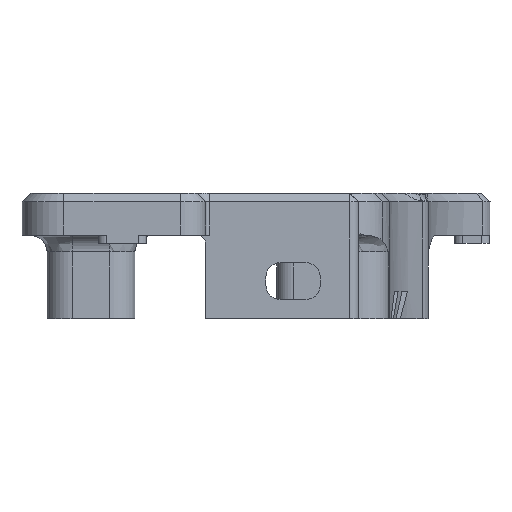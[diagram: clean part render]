
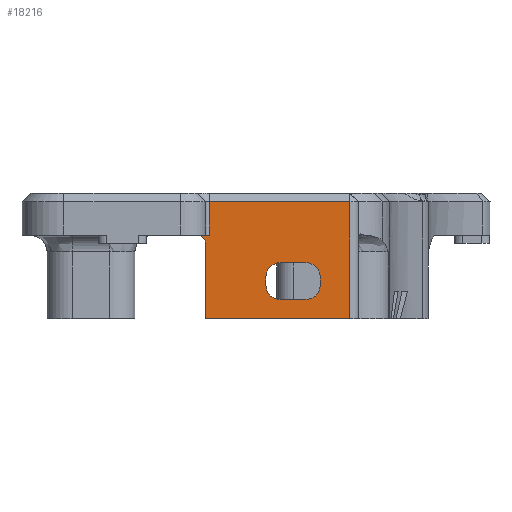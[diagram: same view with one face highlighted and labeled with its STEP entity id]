
A CAD part, front view. The second image highlights one B-rep face of the part: STEP entity #18216.
In plain terms, the highlighted planar face has unit normal (0, -1, 0).
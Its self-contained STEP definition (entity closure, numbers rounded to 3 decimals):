
#162 = DIRECTION ( 'NONE',  ( 1., 0., 0. ) ) ;
#173 = VERTEX_POINT ( 'NONE', #19726 ) ;
#243 = CARTESIAN_POINT ( 'NONE',  ( 19.3, -60.571, 40.006 ) ) ;
#308 = DIRECTION ( 'NONE',  ( 0., 0., -1. ) ) ;
#394 = CARTESIAN_POINT ( 'NONE',  ( 1.5, -60.571, 33.306 ) ) ;
#425 = VERTEX_POINT ( 'NONE', #712 ) ;
#517 = DIRECTION ( 'NONE',  ( 0., 0., -1. ) ) ;
#712 = CARTESIAN_POINT ( 'NONE',  ( 15.2, -60.571, 38.306 ) ) ;
#723 = CARTESIAN_POINT ( 'NONE',  ( 18.75, -60.571, 47.306 ) ) ;
#764 = LINE ( 'NONE', #19537, #11148 ) ;
#807 = ORIENTED_EDGE ( 'NONE', *, *, #9263, .T. ) ;
#847 = EDGE_CURVE ( 'NONE', #425, #13920, #9302, .T. ) ;
#1365 = VERTEX_POINT ( 'NONE', #4549 ) ;
#1547 = LINE ( 'NONE', #11120, #7102 ) ;
#1926 = EDGE_CURVE ( 'NONE', #18178, #11268, #12788, .T. ) ;
#1951 = DIRECTION ( 'NONE',  ( 1., 0., 0. ) ) ;
#2139 = CIRCLE ( 'NONE', #16763, 1.7 ) ;
#2158 = LINE ( 'NONE', #16966, #19612 ) ;
#2795 = DIRECTION ( 'NONE',  ( 0., 1., 0. ) ) ;
#3042 = CIRCLE ( 'NONE', #19603, 1. ) ;
#3069 = CARTESIAN_POINT ( 'NONE',  ( 0.5, -60.571, 42.306 ) ) ;
#3202 = VECTOR ( 'NONE', #5563, 1000. ) ;
#3512 = EDGE_CURVE ( 'NONE', #4152, #17206, #2158, .T. ) ;
#3525 = AXIS2_PLACEMENT_3D ( 'NONE', #5655, #4254, #16677 ) ;
#3984 = ORIENTED_EDGE ( 'NONE', *, *, #847, .T. ) ;
#4152 = VERTEX_POINT ( 'NONE', #4525 ) ;
#4254 = DIRECTION ( 'NONE',  ( 0., 1., 0. ) ) ;
#4471 = DIRECTION ( 'NONE',  ( 0., 1., 0. ) ) ;
#4525 = CARTESIAN_POINT ( 'NONE',  ( 1.5, -60.571, 42.306 ) ) ;
#4545 = CARTESIAN_POINT ( 'NONE',  ( 10.4, -60.571, 37.306 ) ) ;
#4549 = CARTESIAN_POINT ( 'NONE',  ( 13.5, -60.571, 40.006 ) ) ;
#4737 = CARTESIAN_POINT ( 'NONE',  ( 1.9, -60.571, 47.306 ) ) ;
#4951 = ORIENTED_EDGE ( 'NONE', *, *, #3512, .T. ) ;
#4968 = EDGE_CURVE ( 'NONE', #12527, #8419, #6594, .T. ) ;
#4993 = ORIENTED_EDGE ( 'NONE', *, *, #18414, .T. ) ;
#5135 = CARTESIAN_POINT ( 'NONE',  ( 15.2, -60.571, 38.306 ) ) ;
#5175 = EDGE_CURVE ( 'NONE', #17823, #5972, #12370, .T. ) ;
#5186 = DIRECTION ( 'NONE',  ( 1., 0., 0. ) ) ;
#5361 = CARTESIAN_POINT ( 'NONE',  ( 8.7, -60.571, 37.306 ) ) ;
#5563 = DIRECTION ( 'NONE',  ( -1., 0., 0. ) ) ;
#5655 = CARTESIAN_POINT ( 'NONE',  ( 13.5, -60.571, 37.306 ) ) ;
#5801 = AXIS2_PLACEMENT_3D ( 'NONE', #8096, #6584, #1951 ) ;
#5972 = VERTEX_POINT ( 'NONE', #11955 ) ;
#6196 = ORIENTED_EDGE ( 'NONE', *, *, #18049, .T. ) ;
#6284 = CARTESIAN_POINT ( 'NONE',  ( 19.3, -60.571, 48.306 ) ) ;
#6407 = PLANE ( 'NONE',  #15390 ) ;
#6416 = ORIENTED_EDGE ( 'NONE', *, *, #18020, .T. ) ;
#6417 = DIRECTION ( 'NONE',  ( -1., 0., 0. ) ) ;
#6529 = LINE ( 'NONE', #17525, #15955 ) ;
#6584 = DIRECTION ( 'NONE',  ( 0., 1., 0. ) ) ;
#6585 = LINE ( 'NONE', #243, #18463 ) ;
#6594 = CIRCLE ( 'NONE', #5801, 1.7 ) ;
#6699 = VERTEX_POINT ( 'NONE', #5361 ) ;
#6731 = CARTESIAN_POINT ( 'NONE',  ( 8.7, -60.571, 37.306 ) ) ;
#6921 = ORIENTED_EDGE ( 'NONE', *, *, #17282, .T. ) ;
#7102 = VECTOR ( 'NONE', #12998, 1000. ) ;
#8096 = CARTESIAN_POINT ( 'NONE',  ( 10.4, -60.571, 38.306 ) ) ;
#8179 = AXIS2_PLACEMENT_3D ( 'NONE', #4545, #4471, #10774 ) ;
#8214 = DIRECTION ( 'NONE',  ( 1., 0., 0. ) ) ;
#8419 = VERTEX_POINT ( 'NONE', #12318 ) ;
#8542 = ORIENTED_EDGE ( 'NONE', *, *, #8623, .T. ) ;
#8623 = EDGE_CURVE ( 'NONE', #9522, #17787, #1547, .T. ) ;
#8661 = DIRECTION ( 'NONE',  ( 1., 0., 0. ) ) ;
#8821 = DIRECTION ( 'NONE',  ( 1., 0., 0. ) ) ;
#9080 = FACE_BOUND ( 'NONE', #18293, .T. ) ;
#9263 = EDGE_CURVE ( 'NONE', #1365, #425, #2139, .T. ) ;
#9302 = LINE ( 'NONE', #5135, #15330 ) ;
#9522 = VERTEX_POINT ( 'NONE', #18448 ) ;
#9787 = LINE ( 'NONE', #10022, #14099 ) ;
#9853 = EDGE_LOOP ( 'NONE', ( #4993, #8542, #12973, #17059, #13840, #6416, #4951 ) ) ;
#9896 = VECTOR ( 'NONE', #308, 1000. ) ;
#10022 = CARTESIAN_POINT ( 'NONE',  ( 19.3, -60.571, 33.306 ) ) ;
#10747 = ORIENTED_EDGE ( 'NONE', *, *, #18440, .T. ) ;
#10774 = DIRECTION ( 'NONE',  ( 1., 0., 0. ) ) ;
#11120 = CARTESIAN_POINT ( 'NONE',  ( 18.75, -60.571, 48.306 ) ) ;
#11148 = VECTOR ( 'NONE', #8821, 1000. ) ;
#11268 = VERTEX_POINT ( 'NONE', #18599 ) ;
#11955 = CARTESIAN_POINT ( 'NONE',  ( 10.4, -60.571, 35.606 ) ) ;
#12318 = CARTESIAN_POINT ( 'NONE',  ( 10.4, -60.571, 40.006 ) ) ;
#12370 = LINE ( 'NONE', #13337, #3202 ) ;
#12527 = VERTEX_POINT ( 'NONE', #16021 ) ;
#12788 = LINE ( 'NONE', #15890, #9896 ) ;
#12973 = ORIENTED_EDGE ( 'NONE', *, *, #19283, .F. ) ;
#12998 = DIRECTION ( 'NONE',  ( 0., 0., 1. ) ) ;
#13337 = CARTESIAN_POINT ( 'NONE',  ( 19.3, -60.571, 35.606 ) ) ;
#13448 = EDGE_CURVE ( 'NONE', #8419, #1365, #6585, .T. ) ;
#13680 = ORIENTED_EDGE ( 'NONE', *, *, #13448, .T. ) ;
#13840 = ORIENTED_EDGE ( 'NONE', *, *, #15995, .T. ) ;
#13920 = VERTEX_POINT ( 'NONE', #14292 ) ;
#14099 = VECTOR ( 'NONE', #8661, 1000. ) ;
#14292 = CARTESIAN_POINT ( 'NONE',  ( 15.2, -60.571, 37.306 ) ) ;
#14373 = DIRECTION ( 'NONE',  ( 0., 1., 0. ) ) ;
#14687 = ORIENTED_EDGE ( 'NONE', *, *, #5175, .T. ) ;
#15330 = VECTOR ( 'NONE', #517, 1000. ) ;
#15332 = DIRECTION ( 'NONE',  ( -1., 0., 0. ) ) ;
#15390 = AXIS2_PLACEMENT_3D ( 'NONE', #6284, #17228, #162 ) ;
#15890 = CARTESIAN_POINT ( 'NONE',  ( 1.9, -60.571, 48.306 ) ) ;
#15955 = VECTOR ( 'NONE', #6417, 1000. ) ;
#15995 = EDGE_CURVE ( 'NONE', #11268, #173, #6529, .T. ) ;
#16021 = CARTESIAN_POINT ( 'NONE',  ( 8.7, -60.571, 38.306 ) ) ;
#16032 = CARTESIAN_POINT ( 'NONE',  ( 13.5, -60.571, 35.606 ) ) ;
#16073 = CARTESIAN_POINT ( 'NONE',  ( 13.5, -60.571, 38.306 ) ) ;
#16382 = DIRECTION ( 'NONE',  ( 0., 0., 1. ) ) ;
#16677 = DIRECTION ( 'NONE',  ( 1., 0., 0. ) ) ;
#16763 = AXIS2_PLACEMENT_3D ( 'NONE', #16073, #14373, #5186 ) ;
#16966 = CARTESIAN_POINT ( 'NONE',  ( 1.5, -60.571, 48.306 ) ) ;
#17059 = ORIENTED_EDGE ( 'NONE', *, *, #1926, .T. ) ;
#17206 = VERTEX_POINT ( 'NONE', #394 ) ;
#17228 = DIRECTION ( 'NONE',  ( 0., -1., 0. ) ) ;
#17282 = EDGE_CURVE ( 'NONE', #6699, #12527, #19565, .T. ) ;
#17525 = CARTESIAN_POINT ( 'NONE',  ( 19.3, -60.571, 43.306 ) ) ;
#17526 = CIRCLE ( 'NONE', #3525, 1.7 ) ;
#17545 = CIRCLE ( 'NONE', #8179, 1.7 ) ;
#17759 = ORIENTED_EDGE ( 'NONE', *, *, #4968, .T. ) ;
#17787 = VERTEX_POINT ( 'NONE', #723 ) ;
#17823 = VERTEX_POINT ( 'NONE', #16032 ) ;
#18020 = EDGE_CURVE ( 'NONE', #173, #4152, #3042, .T. ) ;
#18049 = EDGE_CURVE ( 'NONE', #5972, #6699, #17545, .T. ) ;
#18081 = VECTOR ( 'NONE', #16382, 1000. ) ;
#18178 = VERTEX_POINT ( 'NONE', #4737 ) ;
#18216 = ADVANCED_FACE ( 'NONE', ( #9080, #19504 ), #6407, .T. ) ;
#18293 = EDGE_LOOP ( 'NONE', ( #3984, #10747, #14687, #6196, #6921, #17759, #13680, #807 ) ) ;
#18414 = EDGE_CURVE ( 'NONE', #17206, #9522, #9787, .T. ) ;
#18440 = EDGE_CURVE ( 'NONE', #13920, #17823, #17526, .T. ) ;
#18448 = CARTESIAN_POINT ( 'NONE',  ( 18.75, -60.571, 33.306 ) ) ;
#18463 = VECTOR ( 'NONE', #8214, 1000. ) ;
#18489 = DIRECTION ( 'NONE',  ( 0., 0., -1. ) ) ;
#18599 = CARTESIAN_POINT ( 'NONE',  ( 1.9, -60.571, 43.306 ) ) ;
#19283 = EDGE_CURVE ( 'NONE', #18178, #17787, #764, .T. ) ;
#19504 = FACE_OUTER_BOUND ( 'NONE', #9853, .T. ) ;
#19537 = CARTESIAN_POINT ( 'NONE',  ( 13.408, -60.571, 47.306 ) ) ;
#19565 = LINE ( 'NONE', #6731, #18081 ) ;
#19603 = AXIS2_PLACEMENT_3D ( 'NONE', #3069, #2795, #15332 ) ;
#19612 = VECTOR ( 'NONE', #18489, 1000. ) ;
#19726 = CARTESIAN_POINT ( 'NONE',  ( 0.5, -60.571, 43.306 ) ) ;
